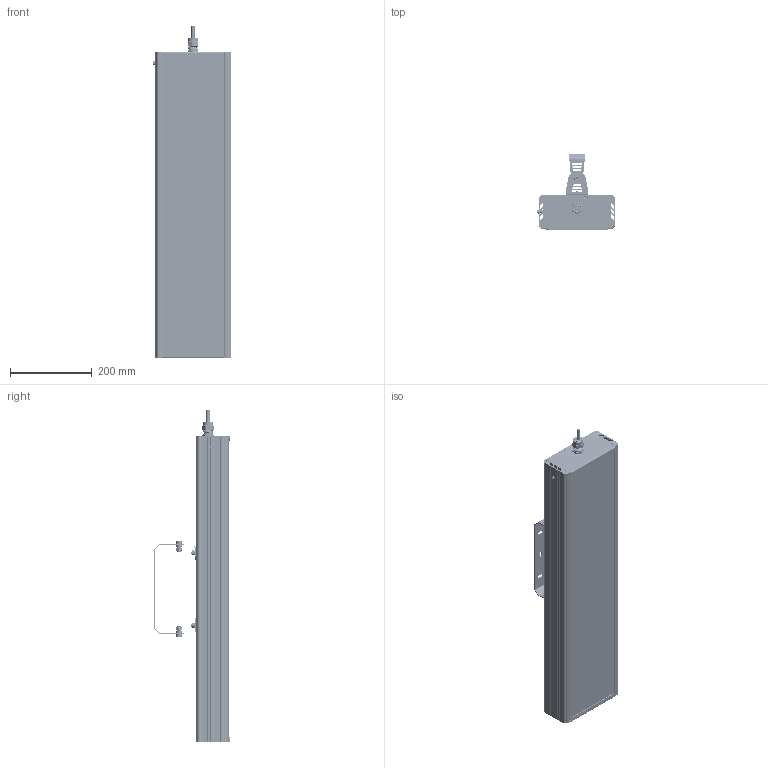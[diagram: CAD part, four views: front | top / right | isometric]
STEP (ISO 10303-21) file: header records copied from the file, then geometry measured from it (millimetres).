
FILE_DESCRIPTION(('STEP AP214'), '1');
FILE_NAME('001.0096.35.000 - ÃÑÏ-Ýêñòðà-Îïòèê-2Åõ-150', '', ('UNSPECIFIED'), ('UNSPECIFIED'), 'C3D Converter', 'C3D Toolkit', '');
FILE_SCHEMA(('AUTOMOTIVE_DESIGN { 1 0 10303 214 3 1 1}'));
Length unit declared in the file: millimetre
Products named in the file (44): 001.0096.35.000; #3222; #3281; #3340; #3399; #3484; #3543; #3602; #3661
Assembly tree (82 placements, depth 4):
  001.0096.35.000
    (unnamed)
      (unnamed)
      (unnamed)
      (unnamed)
      (unnamed)
      (unnamed)
      (unnamed)
      (unnamed)
      (unnamed)  x6
      (unnamed)  x6
      (unnamed)
      (unnamed)
      (unnamed)  x16
        (unnamed)
        (unnamed)
        (unnamed)
        (unnamed)
        (unnamed)
        (unnamed)
        (unnamed)
        (unnamed)
        (unnamed)
        (unnamed)
      (unnamed)
        (unnamed)
    (unnamed)
      (unnamed)
      (unnamed)
      (unnamed)  x2
      (unnamed)
      (unnamed)
      (unnamed)
      (unnamed)
      (unnamed)
      #3222
      #3281
      #3340
      #3399  x2
      #3484
      #3543
      #3602
      #3661
      (unnamed)
Bounding box: 192.43 x 184.65 x 814 mm (x, y, z)
Volume: 2541655.1 mm3; surface area: 1898500.7 mm2
Topology: 570 solids, 570 shells, 7521 faces, 16767 edges, 11152 vertices
Faces by surface type: plane 5432, cylinder 1712, bspline 267, cone 89, sphere 16, torus 5
Full cylindrical faces by diameter (mm): 1 x16, 2 x32, 2.5 x64, 2.8 x400, 3.2 x16, 3.5 x96, 4 x13, 4.917 x2, 5 x2, 6 x5, 6.6 x2, 6.647 x2, 7 x2, 8 x14, 8.5 x4, 9 x212, 10 x1, 11 x2, 12.5 x1, 13 x3, 15 x4, 16 x1, 17 x1, 18 x1, 18.5 x1, 19 x1, 20 x1, 21.5 x1, 22 x2, 25.5 x1
Entity records: 94317 total; most frequent: CARTESIAN_POINT 47033, DIRECTION 8910, ORIENTED_EDGE 7786, EDGE_CURVE 3893, AXIS2_PLACEMENT_3D 3174, VERTEX_POINT 2693, LINE 2562, VECTOR 2562
